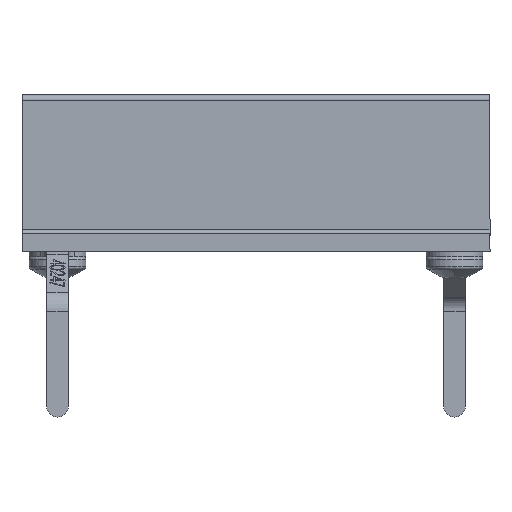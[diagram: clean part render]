
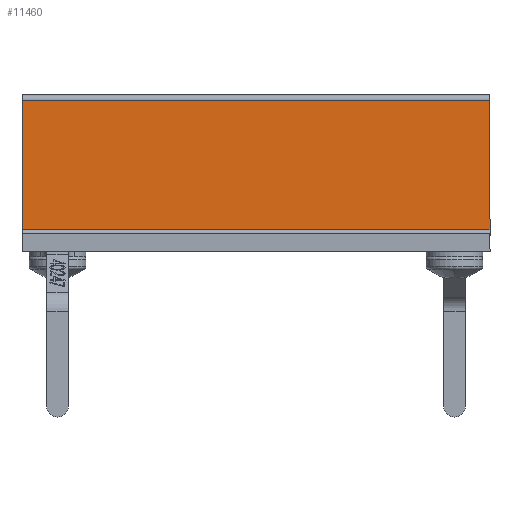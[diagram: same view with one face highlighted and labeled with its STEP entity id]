
A CAD part, front view. The second image highlights one B-rep face of the part: STEP entity #11460.
In plain terms, the highlighted planar face has unit normal (0, -1, 0).
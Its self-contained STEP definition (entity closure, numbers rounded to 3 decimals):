
#861 = CARTESIAN_POINT ( 'NONE',  ( 16.47, -11.095, 10.619 ) ) ;
#892 = DIRECTION ( 'NONE',  ( 0., 0., 1. ) ) ;
#1133 = CARTESIAN_POINT ( 'NONE',  ( 16.47, -11.095, 1.52 ) ) ;
#1436 = EDGE_CURVE ( 'NONE', #7943, #9249, #1700, .T. ) ;
#1700 = LINE ( 'NONE', #5151, #6914 ) ;
#1806 = CARTESIAN_POINT ( 'NONE',  ( -16.47, -11.095, 10.619 ) ) ;
#2120 = LINE ( 'NONE', #11356, #4901 ) ;
#2719 = EDGE_CURVE ( 'NONE', #13293, #6435, #2120, .T. ) ;
#3021 = DIRECTION ( 'NONE',  ( -1., 0., 0. ) ) ;
#3231 = ORIENTED_EDGE ( 'NONE', *, *, #2719, .F. ) ;
#3280 = ORIENTED_EDGE ( 'NONE', *, *, #5980, .F. ) ;
#3563 = ORIENTED_EDGE ( 'NONE', *, *, #1436, .F. ) ;
#3926 = CARTESIAN_POINT ( 'NONE',  ( 152.4, -11.095, 1.52 ) ) ;
#4309 = DIRECTION ( 'NONE',  ( 0., 0., 1. ) ) ;
#4449 = FACE_OUTER_BOUND ( 'NONE', #4696, .T. ) ;
#4696 = EDGE_LOOP ( 'NONE', ( #3563, #6173, #3231, #3280 ) ) ;
#4901 = VECTOR ( 'NONE', #892, 1000. ) ;
#4912 = EDGE_CURVE ( 'NONE', #7943, #6435, #8007, .T. ) ;
#5151 = CARTESIAN_POINT ( 'NONE',  ( 16.47, -11.095, 1.52 ) ) ;
#5980 = EDGE_CURVE ( 'NONE', #9249, #13293, #6687, .T. ) ;
#6016 = CARTESIAN_POINT ( 'NONE',  ( -16.47, -11.095, 1.52 ) ) ;
#6173 = ORIENTED_EDGE ( 'NONE', *, *, #4912, .T. ) ;
#6435 = VERTEX_POINT ( 'NONE', #1806 ) ;
#6687 = LINE ( 'NONE', #3926, #11921 ) ;
#6914 = VECTOR ( 'NONE', #13508, 1000. ) ;
#7943 = VERTEX_POINT ( 'NONE', #861 ) ;
#8007 = LINE ( 'NONE', #9266, #10769 ) ;
#8782 = AXIS2_PLACEMENT_3D ( 'NONE', #11524, #10548, #4309 ) ;
#9249 = VERTEX_POINT ( 'NONE', #1133 ) ;
#9266 = CARTESIAN_POINT ( 'NONE',  ( 152.4, -11.095, 10.619 ) ) ;
#9493 = PLANE ( 'NONE',  #8782 ) ;
#10203 = DIRECTION ( 'NONE',  ( -1., 0., 0. ) ) ;
#10548 = DIRECTION ( 'NONE',  ( 0., 1., 0. ) ) ;
#10769 = VECTOR ( 'NONE', #3021, 1000. ) ;
#11356 = CARTESIAN_POINT ( 'NONE',  ( -16.47, -11.095, 1.52 ) ) ;
#11460 = ADVANCED_FACE ( 'NONE', ( #4449 ), #9493, .F. ) ;
#11524 = CARTESIAN_POINT ( 'NONE',  ( 152.4, -11.095, 1.52 ) ) ;
#11921 = VECTOR ( 'NONE', #10203, 1000. ) ;
#13293 = VERTEX_POINT ( 'NONE', #6016 ) ;
#13508 = DIRECTION ( 'NONE',  ( 0., 0., -1. ) ) ;
